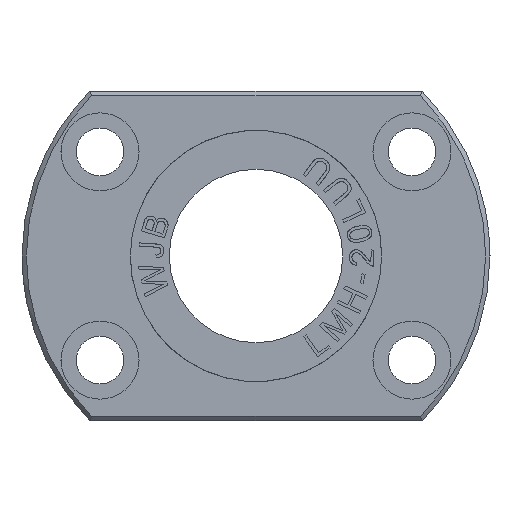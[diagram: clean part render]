
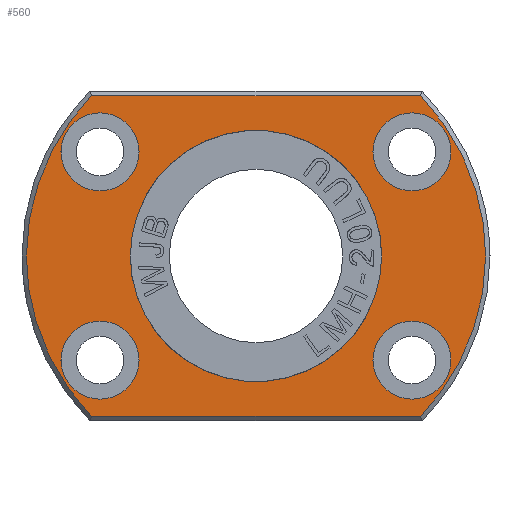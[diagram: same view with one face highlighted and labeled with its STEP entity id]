
A CAD part, left-side view. The second image highlights one B-rep face of the part: STEP entity #560.
In plain terms, the highlighted planar face has unit normal (-1, 0, 0).
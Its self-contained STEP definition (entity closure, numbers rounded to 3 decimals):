
#560=ADVANCED_FACE('',(#1258,#1259,#1260,#1261,#1262,#1263),#911,.T.);
#911=PLANE('',#6498);
#1170=CIRCLE('',#6494,4.5);
#1171=CIRCLE('',#6495,4.5);
#1172=CIRCLE('',#6496,4.5);
#1173=CIRCLE('',#6497,4.5);
#1258=FACE_BOUND('',#1363,.T.);
#1259=FACE_BOUND('',#1364,.T.);
#1260=FACE_BOUND('',#1365,.T.);
#1261=FACE_BOUND('',#1366,.T.);
#1262=FACE_BOUND('',#1367,.T.);
#1263=FACE_BOUND('',#1368,.T.);
#1363=EDGE_LOOP('',(#2448));
#1364=EDGE_LOOP('',(#2449));
#1365=EDGE_LOOP('',(#2450));
#1366=EDGE_LOOP('',(#2451,#2452));
#1367=EDGE_LOOP('',(#2453,#2454,#2455,#2456,#2457,#2458));
#1368=EDGE_LOOP('',(#2459));
#1823=B_SPLINE_CURVE_WITH_KNOTS('',3,(#9603,#9604,#9605,#9606,#9607,#9608,
#9609,#9610,#9611,#9612),.UNSPECIFIED.,.F.,.F.,(4,2,2,2,4),(0.,0.25,0.5,
0.75,1.),.UNSPECIFIED.);
#1824=B_SPLINE_CURVE_WITH_KNOTS('',3,(#9615,#9616,#9617,#9618,#9619,#9620,
#9621,#9622,#9623,#9624),.UNSPECIFIED.,.F.,.F.,(4,2,2,2,4),(0.,0.25,0.5,
0.75,1.),.UNSPECIFIED.);
#1825=B_SPLINE_CURVE_WITH_KNOTS('',3,(#9625,#9626,#9627,#9628),.UNSPECIFIED.,
 .F.,.F.,(4,4),(0.,1.),.UNSPECIFIED.);
#1826=B_SPLINE_CURVE_WITH_KNOTS('',3,(#9631,#9632,#9633,#9634),.UNSPECIFIED.,
 .F.,.F.,(4,4),(0.,1.),.UNSPECIFIED.);
#1827=B_SPLINE_CURVE_WITH_KNOTS('',3,(#9636,#9637,#9638,#9639),.UNSPECIFIED.,
 .F.,.F.,(4,4),(0.,1.),.UNSPECIFIED.);
#1828=B_SPLINE_CURVE_WITH_KNOTS('',3,(#9641,#9642,#9643,#9644),.UNSPECIFIED.,
 .F.,.F.,(4,4),(0.,1.),.UNSPECIFIED.);
#1829=B_SPLINE_CURVE_WITH_KNOTS('',3,(#9646,#9647,#9648,#9649),.UNSPECIFIED.,
 .F.,.F.,(4,4),(0.,1.),.UNSPECIFIED.);
#1830=B_SPLINE_CURVE_WITH_KNOTS('',3,(#9651,#9652,#9653,#9654),.UNSPECIFIED.,
 .F.,.F.,(4,4),(0.,1.),.UNSPECIFIED.);
#2448=ORIENTED_EDGE('',*,*,#4824,.F.);
#2449=ORIENTED_EDGE('',*,*,#4825,.T.);
#2450=ORIENTED_EDGE('',*,*,#4826,.F.);
#2451=ORIENTED_EDGE('',*,*,#4827,.T.);
#2452=ORIENTED_EDGE('',*,*,#4828,.T.);
#2453=ORIENTED_EDGE('',*,*,#4829,.F.);
#2454=ORIENTED_EDGE('',*,*,#4830,.F.);
#2455=ORIENTED_EDGE('',*,*,#4831,.F.);
#2456=ORIENTED_EDGE('',*,*,#4832,.F.);
#2457=ORIENTED_EDGE('',*,*,#4833,.F.);
#2458=ORIENTED_EDGE('',*,*,#4834,.F.);
#2459=ORIENTED_EDGE('',*,*,#4835,.T.);
#4221=VERTEX_POINT('',#9598);
#4222=VERTEX_POINT('',#9600);
#4223=VERTEX_POINT('',#9602);
#4224=VERTEX_POINT('',#9613);
#4225=VERTEX_POINT('',#9614);
#4226=VERTEX_POINT('',#9629);
#4227=VERTEX_POINT('',#9630);
#4228=VERTEX_POINT('',#9635);
#4229=VERTEX_POINT('',#9640);
#4230=VERTEX_POINT('',#9645);
#4231=VERTEX_POINT('',#9650);
#4232=VERTEX_POINT('',#9656);
#4824=EDGE_CURVE('',#4221,#4221,#1170,.T.);
#4825=EDGE_CURVE('',#4222,#4222,#1171,.T.);
#4826=EDGE_CURVE('',#4223,#4223,#1172,.T.);
#4827=EDGE_CURVE('',#4224,#4225,#1823,.T.);
#4828=EDGE_CURVE('',#4225,#4224,#1824,.T.);
#4829=EDGE_CURVE('',#4226,#4227,#1825,.T.);
#4830=EDGE_CURVE('',#4228,#4226,#1826,.T.);
#4831=EDGE_CURVE('',#4229,#4228,#1827,.T.);
#4832=EDGE_CURVE('',#4230,#4229,#1828,.T.);
#4833=EDGE_CURVE('',#4231,#4230,#1829,.T.);
#4834=EDGE_CURVE('',#4227,#4231,#1830,.T.);
#4835=EDGE_CURVE('',#4232,#4232,#1173,.T.);
#6494=AXIS2_PLACEMENT_3D('',#9597,#7037,#7038);
#6495=AXIS2_PLACEMENT_3D('',#9599,#7039,#7040);
#6496=AXIS2_PLACEMENT_3D('',#9601,#7041,#7042);
#6497=AXIS2_PLACEMENT_3D('',#9655,#7043,#7044);
#6498=AXIS2_PLACEMENT_3D('',#9657,#7045,#7046);
#7037=DIRECTION('',(-1.,0.,0.));
#7038=DIRECTION('',(0.,0.,-1.));
#7039=DIRECTION('',(1.,0.,0.));
#7040=DIRECTION('',(0.,0.,1.));
#7041=DIRECTION('',(-1.,0.,0.));
#7042=DIRECTION('',(0.,0.,1.));
#7043=DIRECTION('',(1.,0.,0.));
#7044=DIRECTION('',(0.,0.,-1.));
#7045=DIRECTION('',(-1.,0.,0.));
#7046=DIRECTION('',(0.,-1.,0.));
#9597=CARTESIAN_POINT('',(0.,-18.,12.017));
#9598=CARTESIAN_POINT('',(0.,-18.,7.517));
#9599=CARTESIAN_POINT('',(0.,-18.,-12.017));
#9600=CARTESIAN_POINT('',(0.,-18.,-7.517));
#9601=CARTESIAN_POINT('',(0.,18.,-12.017));
#9602=CARTESIAN_POINT('',(0.,18.,-7.517));
#9603=CARTESIAN_POINT('',(0.,14.5,0.));
#9604=CARTESIAN_POINT('',(0.,14.5,3.809));
#9605=CARTESIAN_POINT('',(0.,12.945,7.561));
#9606=CARTESIAN_POINT('',(0.,7.561,12.945));
#9607=CARTESIAN_POINT('',(0.,3.807,14.5));
#9608=CARTESIAN_POINT('',(0.,-3.807,14.5));
#9609=CARTESIAN_POINT('',(0.,-7.561,12.945));
#9610=CARTESIAN_POINT('',(0.,-12.945,7.561));
#9611=CARTESIAN_POINT('',(0.,-14.5,3.811));
#9612=CARTESIAN_POINT('',(0.,-14.5,0.));
#9613=CARTESIAN_POINT('',(0.,14.5,0.));
#9614=CARTESIAN_POINT('',(0.,-14.5,0.));
#9615=CARTESIAN_POINT('',(0.,-14.5,0.));
#9616=CARTESIAN_POINT('',(0.,-14.5,-3.809));
#9617=CARTESIAN_POINT('',(0.,-12.945,-7.561));
#9618=CARTESIAN_POINT('',(0.,-7.561,-12.945));
#9619=CARTESIAN_POINT('',(0.,-3.807,-14.5));
#9620=CARTESIAN_POINT('',(0.,3.807,-14.5));
#9621=CARTESIAN_POINT('',(0.,7.561,-12.945));
#9622=CARTESIAN_POINT('',(0.,12.945,-7.561));
#9623=CARTESIAN_POINT('',(0.,14.5,-3.811));
#9624=CARTESIAN_POINT('',(0.,14.5,0.));
#9625=CARTESIAN_POINT('',(0.,-26.5,0.));
#9626=CARTESIAN_POINT('',(0.,-26.5,-6.826));
#9627=CARTESIAN_POINT('',(0.,-23.739,-13.613));
#9628=CARTESIAN_POINT('',(0.,-18.974,-18.5));
#9629=CARTESIAN_POINT('',(0.,-26.5,0.));
#9630=CARTESIAN_POINT('',(0.,-18.974,-18.5));
#9631=CARTESIAN_POINT('',(0.,-18.974,18.5));
#9632=CARTESIAN_POINT('',(0.,-23.739,13.613));
#9633=CARTESIAN_POINT('',(0.,-26.5,6.826));
#9634=CARTESIAN_POINT('',(0.,-26.5,0.));
#9635=CARTESIAN_POINT('',(0.,-18.974,18.5));
#9636=CARTESIAN_POINT('',(0.,18.974,18.5));
#9637=CARTESIAN_POINT('',(0.,6.325,18.5));
#9638=CARTESIAN_POINT('',(0.,-6.325,18.5));
#9639=CARTESIAN_POINT('',(0.,-18.974,18.5));
#9640=CARTESIAN_POINT('',(0.,18.974,18.5));
#9641=CARTESIAN_POINT('',(0.,26.5,0.));
#9642=CARTESIAN_POINT('',(0.,26.5,6.826));
#9643=CARTESIAN_POINT('',(0.,23.739,13.613));
#9644=CARTESIAN_POINT('',(0.,18.974,18.5));
#9645=CARTESIAN_POINT('',(0.,26.5,0.));
#9646=CARTESIAN_POINT('',(0.,18.974,-18.5));
#9647=CARTESIAN_POINT('',(0.,23.739,-13.613));
#9648=CARTESIAN_POINT('',(0.,26.5,-6.826));
#9649=CARTESIAN_POINT('',(0.,26.5,0.));
#9650=CARTESIAN_POINT('',(0.,18.974,-18.5));
#9651=CARTESIAN_POINT('',(0.,-18.974,-18.5));
#9652=CARTESIAN_POINT('',(0.,-6.325,-18.5));
#9653=CARTESIAN_POINT('',(0.,6.325,-18.5));
#9654=CARTESIAN_POINT('',(0.,18.974,-18.5));
#9655=CARTESIAN_POINT('',(0.,18.,12.017));
#9656=CARTESIAN_POINT('',(0.,18.,7.517));
#9657=CARTESIAN_POINT('',(0.,26.5,-18.5));
